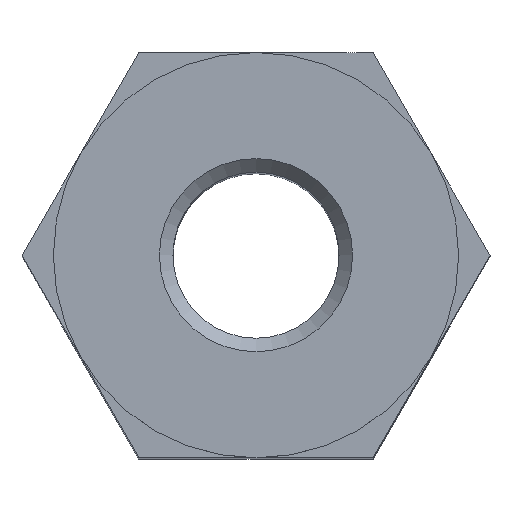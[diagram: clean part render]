
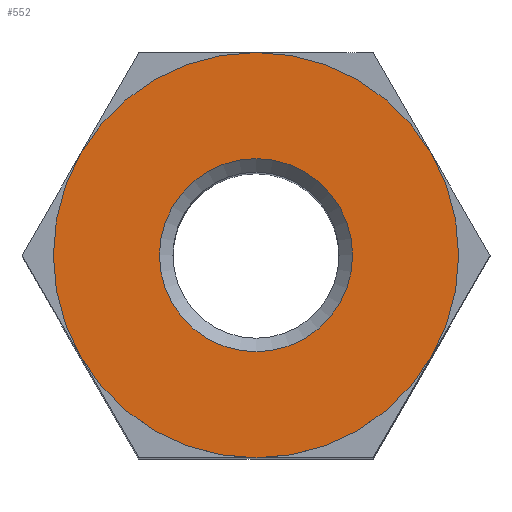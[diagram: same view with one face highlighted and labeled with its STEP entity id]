
A CAD part, top view. The second image highlights one B-rep face of the part: STEP entity #552.
In plain terms, the highlighted planar face has unit normal (0, 0, 1).
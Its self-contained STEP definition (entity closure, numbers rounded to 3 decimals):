
#148=ORIENTED_EDGE('',*,*,#219,.T.);
#149=ORIENTED_EDGE('',*,*,#220,.F.);
#219=EDGE_CURVE('',#255,#255,#267,.T.);
#220=EDGE_CURVE('',#256,#256,#268,.T.);
#255=VERTEX_POINT('',#810);
#256=VERTEX_POINT('',#812);
#267=CIRCLE('',#591,1.43);
#268=CIRCLE('',#592,3.);
#293=EDGE_LOOP('',(#148));
#294=EDGE_LOOP('',(#149));
#325=FACE_BOUND('',#293,.T.);
#326=FACE_BOUND('',#294,.T.);
#354=PLANE('',#590);
#552=ADVANCED_FACE('',(#325,#326),#354,.T.);
#590=AXIS2_PLACEMENT_3D('',#808,#687,#688);
#591=AXIS2_PLACEMENT_3D('',#809,#689,#690);
#592=AXIS2_PLACEMENT_3D('',#811,#691,#692);
#687=DIRECTION('',(0.,0.,1.));
#688=DIRECTION('',(1.,0.,0.));
#689=DIRECTION('',(0.,0.,-1.));
#690=DIRECTION('',(1.,0.,0.));
#691=DIRECTION('',(0.,0.,-1.));
#692=DIRECTION('',(-1.,0.,0.));
#808=CARTESIAN_POINT('',(0.,0.,7.));
#809=CARTESIAN_POINT('',(0.,0.,7.));
#810=CARTESIAN_POINT('',(1.43,0.,7.));
#811=CARTESIAN_POINT('',(0.,0.,7.));
#812=CARTESIAN_POINT('',(-3.,0.,7.));
